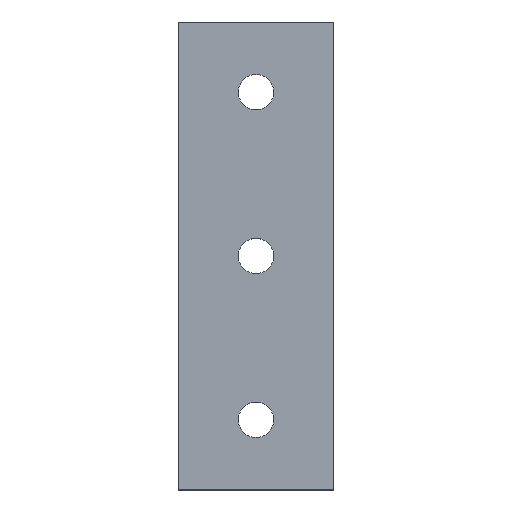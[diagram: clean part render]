
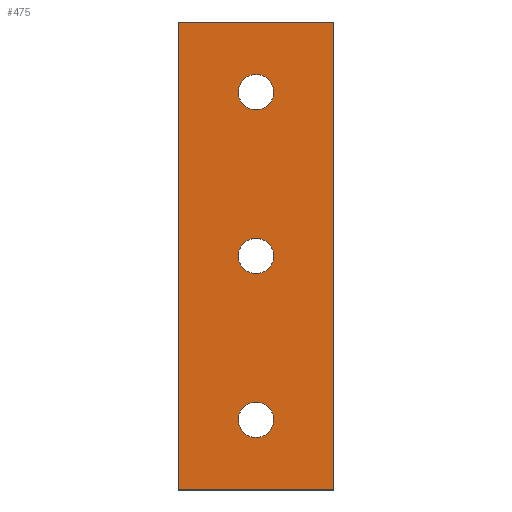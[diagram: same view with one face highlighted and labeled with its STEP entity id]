
A CAD part, top view. The second image highlights one B-rep face of the part: STEP entity #475.
In plain terms, the highlighted planar face has unit normal (0, 0, 1).
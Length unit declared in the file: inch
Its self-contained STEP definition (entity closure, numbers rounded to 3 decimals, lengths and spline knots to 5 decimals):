
#135=CARTESIAN_POINT('',(0.17,3.15,0.5));
#136=VERTEX_POINT('',#135);
#145=CARTESIAN_POINT('',(-0.17,3.15,0.5));
#146=VERTEX_POINT('',#145);
#147=CARTESIAN_POINT('',(0.0,3.15,0.5));
#148=DIRECTION('',(0.0,0.0,-1.0));
#149=DIRECTION('',(1.0,0.0,0.0));
#150=AXIS2_PLACEMENT_3D('',#147,#148,#149);
#151=CIRCLE('',#150,0.17);
#152=EDGE_CURVE('',#146,#136,#151,.T.);
#177=CARTESIAN_POINT('',(0.17,1.575,0.5));
#178=VERTEX_POINT('',#177);
#187=CARTESIAN_POINT('',(-0.17,1.575,0.5));
#188=VERTEX_POINT('',#187);
#189=CARTESIAN_POINT('',(0.0,1.575,0.5));
#190=DIRECTION('',(0.0,0.0,-1.0));
#191=DIRECTION('',(1.0,0.0,0.0));
#192=AXIS2_PLACEMENT_3D('',#189,#190,#191);
#193=CIRCLE('',#192,0.17);
#194=EDGE_CURVE('',#188,#178,#193,.T.);
#219=CARTESIAN_POINT('',(0.17,0.0,0.5));
#220=VERTEX_POINT('',#219);
#229=CARTESIAN_POINT('',(-0.17,0.,0.5));
#230=VERTEX_POINT('',#229);
#231=CARTESIAN_POINT('',(0.0,0.0,0.5));
#232=DIRECTION('',(0.0,0.0,-1.0));
#233=DIRECTION('',(1.0,0.0,0.0));
#234=AXIS2_PLACEMENT_3D('',#231,#232,#233);
#235=CIRCLE('',#234,0.17);
#236=EDGE_CURVE('',#230,#220,#235,.T.);
#270=CARTESIAN_POINT('',(0.0,0.0,0.5));
#271=DIRECTION('',(0.0,0.0,-1.0));
#272=DIRECTION('',(1.0,0.0,0.0));
#273=AXIS2_PLACEMENT_3D('',#270,#271,#272);
#274=CIRCLE('',#273,0.17);
#275=EDGE_CURVE('',#220,#230,#274,.T.);
#294=CARTESIAN_POINT('',(0.0,1.575,0.5));
#295=DIRECTION('',(0.0,0.0,-1.0));
#296=DIRECTION('',(1.0,0.0,0.0));
#297=AXIS2_PLACEMENT_3D('',#294,#295,#296);
#298=CIRCLE('',#297,0.17);
#299=EDGE_CURVE('',#178,#188,#298,.T.);
#318=CARTESIAN_POINT('',(0.0,3.15,0.5));
#319=DIRECTION('',(0.0,0.0,-1.0));
#320=DIRECTION('',(1.0,0.0,0.0));
#321=AXIS2_PLACEMENT_3D('',#318,#319,#320);
#322=CIRCLE('',#321,0.17);
#323=EDGE_CURVE('',#136,#146,#322,.T.);
#333=CARTESIAN_POINT('',(-0.75,-0.675,0.5));
#334=VERTEX_POINT('',#333);
#335=CARTESIAN_POINT('',(-0.75,3.825,0.5));
#336=VERTEX_POINT('',#335);
#337=CARTESIAN_POINT('',(-0.75,-0.675,0.5));
#338=DIRECTION('',(0.0,1.0,0.0));
#339=VECTOR('',#338,4.5);
#340=LINE('',#337,#339);
#341=EDGE_CURVE('',#334,#336,#340,.T.);
#373=CARTESIAN_POINT('',(0.75,3.825,0.5));
#374=VERTEX_POINT('',#373);
#375=CARTESIAN_POINT('',(-0.75,3.825,0.5));
#376=DIRECTION('',(1.0,0.0,0.0));
#377=VECTOR('',#376,1.5);
#378=LINE('',#375,#377);
#379=EDGE_CURVE('',#336,#374,#378,.T.);
#404=CARTESIAN_POINT('',(0.75,-0.675,0.5));
#405=VERTEX_POINT('',#404);
#406=CARTESIAN_POINT('',(0.75,3.825,0.5));
#407=DIRECTION('',(0.0,-1.0,0.0));
#408=VECTOR('',#407,4.5);
#409=LINE('',#406,#408);
#410=EDGE_CURVE('',#374,#405,#409,.T.);
#435=CARTESIAN_POINT('',(0.75,-0.675,0.5));
#436=DIRECTION('',(-1.0,0.0,0.0));
#437=VECTOR('',#436,1.5);
#438=LINE('',#435,#437);
#439=EDGE_CURVE('',#405,#334,#438,.T.);
#452=CARTESIAN_POINT('',(0.0,1.575,0.5));
#453=DIRECTION('',(0.0,0.0,1.0));
#454=DIRECTION('',(1.0,0.0,0.0));
#455=AXIS2_PLACEMENT_3D('',#452,#453,#454);
#456=PLANE('',#455);
#457=ORIENTED_EDGE('',*,*,#341,.F.);
#458=ORIENTED_EDGE('',*,*,#439,.F.);
#459=ORIENTED_EDGE('',*,*,#410,.F.);
#460=ORIENTED_EDGE('',*,*,#379,.F.);
#461=EDGE_LOOP('',(#457,#458,#459,#460));
#462=FACE_OUTER_BOUND('',#461,.T.);
#463=ORIENTED_EDGE('',*,*,#275,.T.);
#464=ORIENTED_EDGE('',*,*,#236,.T.);
#465=EDGE_LOOP('',(#463,#464));
#466=FACE_BOUND('',#465,.T.);
#467=ORIENTED_EDGE('',*,*,#299,.T.);
#468=ORIENTED_EDGE('',*,*,#194,.T.);
#469=EDGE_LOOP('',(#467,#468));
#470=FACE_BOUND('',#469,.T.);
#471=ORIENTED_EDGE('',*,*,#323,.T.);
#472=ORIENTED_EDGE('',*,*,#152,.T.);
#473=EDGE_LOOP('',(#471,#472));
#474=FACE_BOUND('',#473,.T.);
#475=ADVANCED_FACE('',(#462,#466,#470,#474),#456,.T.);
